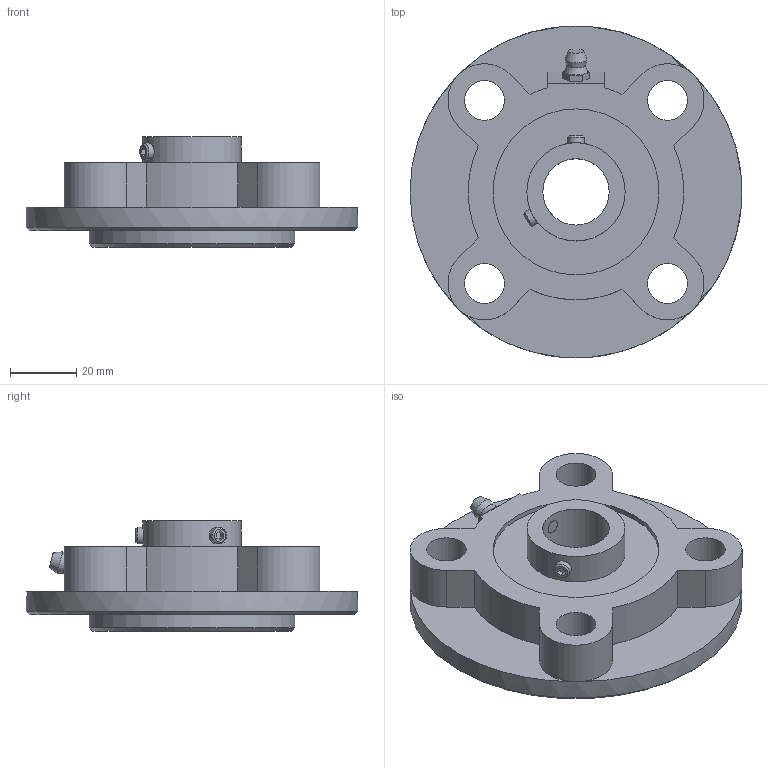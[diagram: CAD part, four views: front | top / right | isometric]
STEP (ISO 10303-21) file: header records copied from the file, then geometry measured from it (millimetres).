
FILE_DESCRIPTION( ( 'STEP AP203' ), '1' );
FILE_NAME( 'UCFC204D1(20,D1).stp', '2019-08-07T09:54:18', ( '' ), ( '' ), ' ', 'PARTsolutions', ' ' );
FILE_SCHEMA( ( 'CONFIG_CONTROL_DESIGN' ) );
Length unit declared in the file: millimetre
Products named in the file (3): UCFC204D1(20,D1); _UCFC204D1UCFC Housing; _GA-1/4-28UNFGNUCFC
Assembly tree (2 placements, depth 2):
  UCFC204D1(20,D1)
    _UCFC204D1UCFC Housing
    _GA-1/4-28UNFGNUCFC
Bounding box: 100 x 100 x 33.3 mm (x, y, z)
Volume: 108750.2 mm3; surface area: 29292.2 mm2
Topology: 2 solids, 2 shells, 87 faces, 199 edges, 127 vertices
Faces by surface type: plane 54, cylinder 26, cone 7
Full cylindrical faces by diameter (mm): 5 x2, 12 x4, 20 x1, 29.6 x2, 50 x2, 62 x1, 100 x1
Entity records: 2640 total; most frequent: CARTESIAN_POINT 612, DIRECTION 414, ORIENTED_EDGE 348, EDGE_CURVE 174, AXIS2_PLACEMENT_3D 156, EDGE_LOOP 128, VERTEX_POINT 122, LINE 102
